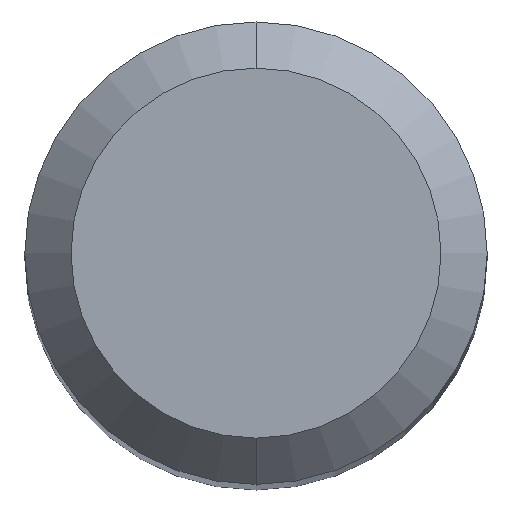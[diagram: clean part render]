
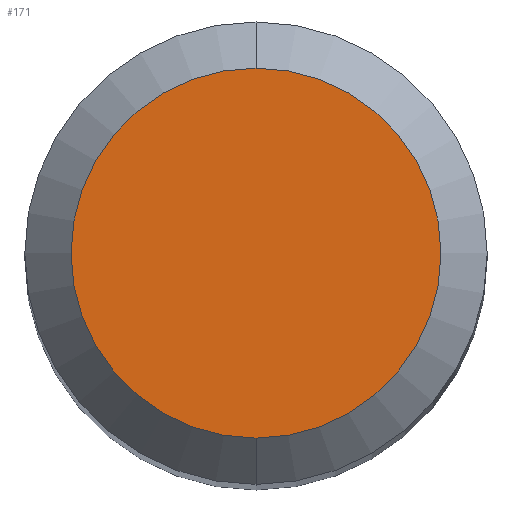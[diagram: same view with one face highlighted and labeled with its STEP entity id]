
A CAD part, top view. The second image highlights one B-rep face of the part: STEP entity #171.
In plain terms, the highlighted planar face has unit normal (0, 0, 1).
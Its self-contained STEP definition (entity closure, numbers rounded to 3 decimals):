
#157=EDGE_CURVE('',#169,#165,#316,.T.);
#165=VERTEX_POINT('',#325);
#169=VERTEX_POINT('',#330);
#171=ADVANCED_FACE('',(#332),#333,.T.);
#181=EDGE_CURVE('',#165,#169,#345,.T.);
#316=CIRCLE('',#498,1.2);
#325=CARTESIAN_POINT('',(0.0,1.2,0.0));
#330=CARTESIAN_POINT('',(0.,-1.2,0.0));
#332=FACE_OUTER_BOUND('',#514,.T.);
#333=PLANE('',#515);
#345=CIRCLE('',#531,1.2);
#498=AXIS2_PLACEMENT_3D('',#685,#686,#687);
#514=EDGE_LOOP('',(#703,#704));
#515=AXIS2_PLACEMENT_3D('',#705,#706,#707);
#531=AXIS2_PLACEMENT_3D('',#727,#728,#729);
#685=CARTESIAN_POINT('',(0.0,0.0,0.0));
#686=DIRECTION('',(0.0,0.0,-1.0));
#687=DIRECTION('',(0.0,1.0,0.0));
#703=ORIENTED_EDGE('',*,*,#181,.F.);
#704=ORIENTED_EDGE('',*,*,#157,.F.);
#705=CARTESIAN_POINT('',(0.0,0.6,0.0));
#706=DIRECTION('',(-0.0,0.0,1.0));
#707=DIRECTION('',(0.0,-1.0,0.0));
#727=CARTESIAN_POINT('',(0.0,0.0,0.0));
#728=DIRECTION('',(0.0,0.0,-1.0));
#729=DIRECTION('',(0.0,1.0,0.0));
